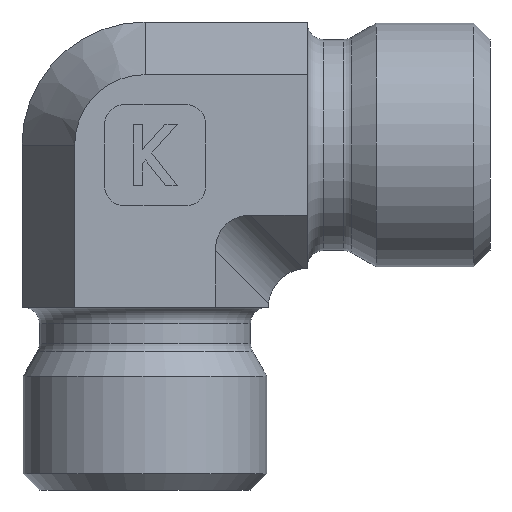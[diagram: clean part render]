
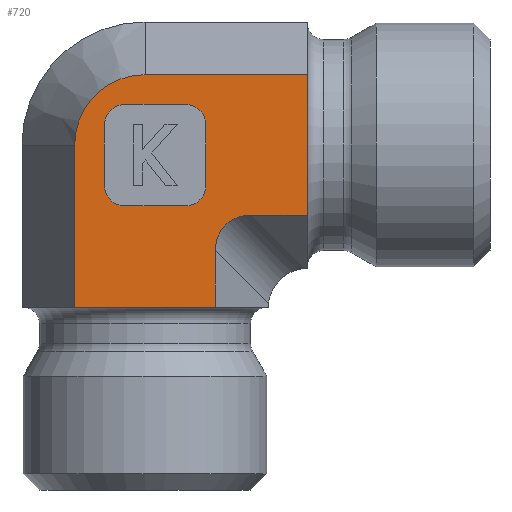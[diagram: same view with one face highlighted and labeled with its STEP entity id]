
A CAD part, left-side view. The second image highlights one B-rep face of the part: STEP entity #720.
In plain terms, the highlighted planar face has unit normal (-1, 0, 0).
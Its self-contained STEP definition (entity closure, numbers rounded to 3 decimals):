
#113=CARTESIAN_POINT('',(-25.685,9.544,3.5));
#114=VERTEX_POINT('',#113);
#374=CARTESIAN_POINT('',(-25.685,13.008,3.5));
#375=VERTEX_POINT('',#374);
#383=CARTESIAN_POINT('',(-25.685,13.008,3.5));
#384=DIRECTION('',(0.0,-1.0,0.0));
#385=VECTOR('',#384,3.464);
#386=LINE('',#383,#385);
#387=EDGE_CURVE('',#375,#114,#386,.T.);
#397=CARTESIAN_POINT('',(-25.685,6.08,3.5));
#398=VERTEX_POINT('',#397);
#399=CARTESIAN_POINT('',(-25.685,9.544,3.5));
#400=DIRECTION('',(0.0,-1.0,0.0));
#401=VECTOR('',#400,3.464);
#402=LINE('',#399,#401);
#403=EDGE_CURVE('',#114,#398,#402,.T.);
#566=CARTESIAN_POINT('',(-25.685,13.008,11.5));
#567=VERTEX_POINT('',#566);
#568=CARTESIAN_POINT('',(-25.685,13.008,3.5));
#569=DIRECTION('',(0.0,0.0,1.0));
#570=VECTOR('',#569,8.);
#571=LINE('',#568,#570);
#572=EDGE_CURVE('',#375,#567,#571,.T.);
#584=CARTESIAN_POINT('',(-25.685,6.08,0.0));
#585=DIRECTION('',(-1.0,0.0,0.0));
#586=DIRECTION('',(0.0,0.0,1.0));
#587=AXIS2_PLACEMENT_3D('',#584,#585,#586);
#588=PLANE('',#587);
#589=ORIENTED_EDGE('',*,*,#387,.T.);
#590=ORIENTED_EDGE('',*,*,#403,.T.);
#591=CARTESIAN_POINT('',(-25.685,6.08,6.304));
#592=VERTEX_POINT('',#591);
#593=CARTESIAN_POINT('',(-25.685,6.08,3.5));
#594=DIRECTION('',(0.0,0.0,1.0));
#595=VECTOR('',#594,2.804);
#596=LINE('',#593,#595);
#597=EDGE_CURVE('',#398,#592,#596,.T.);
#598=ORIENTED_EDGE('',*,*,#597,.T.);
#599=CARTESIAN_POINT('',(-25.685,4.348,8.036));
#600=VERTEX_POINT('',#599);
#601=CARTESIAN_POINT('',(-25.685,3.77,5.726));
#602=DIRECTION('',(-1.0,0.0,0.0));
#603=DIRECTION('',(0.0,0.707,0.707));
#604=AXIS2_PLACEMENT_3D('',#601,#602,#603);
#605=ELLIPSE('',#604,2.582,2.0);
#606=EDGE_CURVE('',#600,#592,#605,.T.);
#607=ORIENTED_EDGE('',*,*,#606,.F.);
#608=CARTESIAN_POINT('',(-25.685,1.544,8.036));
#609=VERTEX_POINT('',#608);
#610=CARTESIAN_POINT('',(-25.685,4.348,8.036));
#611=DIRECTION('',(0.0,-1.0,0.0));
#612=VECTOR('',#611,2.804);
#613=LINE('',#610,#612);
#614=EDGE_CURVE('',#600,#609,#613,.T.);
#615=ORIENTED_EDGE('',*,*,#614,.T.);
#616=CARTESIAN_POINT('',(-25.685,1.544,11.5));
#617=VERTEX_POINT('',#616);
#618=CARTESIAN_POINT('',(-25.685,1.544,8.036));
#619=DIRECTION('',(0.0,0.0,1.0));
#620=VECTOR('',#619,3.464);
#621=LINE('',#618,#620);
#622=EDGE_CURVE('',#609,#617,#621,.T.);
#623=ORIENTED_EDGE('',*,*,#622,.T.);
#624=CARTESIAN_POINT('',(-25.685,1.544,14.964));
#625=VERTEX_POINT('',#624);
#626=CARTESIAN_POINT('',(-25.685,1.544,11.5));
#627=DIRECTION('',(0.0,0.0,1.0));
#628=VECTOR('',#627,3.464);
#629=LINE('',#626,#628);
#630=EDGE_CURVE('',#617,#625,#629,.T.);
#631=ORIENTED_EDGE('',*,*,#630,.T.);
#632=CARTESIAN_POINT('',(-25.685,9.544,14.964));
#633=VERTEX_POINT('',#632);
#634=CARTESIAN_POINT('',(-25.685,9.544,14.964));
#635=DIRECTION('',(0.0,-1.0,0.0));
#636=VECTOR('',#635,8.);
#637=LINE('',#634,#636);
#638=EDGE_CURVE('',#633,#625,#637,.T.);
#639=ORIENTED_EDGE('',*,*,#638,.F.);
#640=CARTESIAN_POINT('',(-25.685,9.544,11.5));
#641=DIRECTION('',(-1.0,0.0,0.0));
#642=DIRECTION('',(0.0,0.0,1.0));
#643=AXIS2_PLACEMENT_3D('',#640,#641,#642);
#644=CIRCLE('',#643,3.464);
#645=EDGE_CURVE('',#633,#567,#644,.T.);
#646=ORIENTED_EDGE('',*,*,#645,.T.);
#647=ORIENTED_EDGE('',*,*,#572,.F.);
#648=EDGE_LOOP('',(#589,#590,#598,#607,#615,#623,#631,#639,#646,#647));
#649=FACE_OUTER_BOUND('',#648,.T.);
#650=CARTESIAN_POINT('',(-25.685,7.544,8.5));
#651=VERTEX_POINT('',#650);
#652=CARTESIAN_POINT('',(-25.685,10.544,8.5));
#653=VERTEX_POINT('',#652);
#654=CARTESIAN_POINT('',(-25.685,7.544,8.5));
#655=DIRECTION('',(0.0,1.0,0.0));
#656=VECTOR('',#655,3.0);
#657=LINE('',#654,#656);
#658=EDGE_CURVE('',#651,#653,#657,.T.);
#659=ORIENTED_EDGE('',*,*,#658,.T.);
#660=CARTESIAN_POINT('',(-25.685,11.544,9.5));
#661=VERTEX_POINT('',#660);
#662=CARTESIAN_POINT('',(-25.685,10.544,9.5));
#663=DIRECTION('',(-1.0,0.0,0.0));
#664=DIRECTION('',(0.0,0.707,-0.707));
#665=AXIS2_PLACEMENT_3D('',#662,#663,#664);
#666=CIRCLE('',#665,1.0);
#667=EDGE_CURVE('',#661,#653,#666,.T.);
#668=ORIENTED_EDGE('',*,*,#667,.F.);
#669=CARTESIAN_POINT('',(-25.685,11.544,12.5));
#670=VERTEX_POINT('',#669);
#671=CARTESIAN_POINT('',(-25.685,11.544,9.5));
#672=DIRECTION('',(0.0,0.0,1.0));
#673=VECTOR('',#672,3.0);
#674=LINE('',#671,#673);
#675=EDGE_CURVE('',#661,#670,#674,.T.);
#676=ORIENTED_EDGE('',*,*,#675,.T.);
#677=CARTESIAN_POINT('',(-25.685,10.544,13.5));
#678=VERTEX_POINT('',#677);
#679=CARTESIAN_POINT('',(-25.685,10.544,12.5));
#680=DIRECTION('',(-1.0,0.0,0.0));
#681=DIRECTION('',(0.0,0.707,0.707));
#682=AXIS2_PLACEMENT_3D('',#679,#680,#681);
#683=CIRCLE('',#682,1.0);
#684=EDGE_CURVE('',#678,#670,#683,.T.);
#685=ORIENTED_EDGE('',*,*,#684,.F.);
#686=CARTESIAN_POINT('',(-25.685,7.544,13.5));
#687=VERTEX_POINT('',#686);
#688=CARTESIAN_POINT('',(-25.685,10.544,13.5));
#689=DIRECTION('',(0.0,-1.0,0.0));
#690=VECTOR('',#689,3.);
#691=LINE('',#688,#690);
#692=EDGE_CURVE('',#678,#687,#691,.T.);
#693=ORIENTED_EDGE('',*,*,#692,.T.);
#694=CARTESIAN_POINT('',(-25.685,6.544,12.5));
#695=VERTEX_POINT('',#694);
#696=CARTESIAN_POINT('',(-25.685,7.544,12.5));
#697=DIRECTION('',(-1.0,0.0,0.0));
#698=DIRECTION('',(0.0,-0.707,0.707));
#699=AXIS2_PLACEMENT_3D('',#696,#697,#698);
#700=CIRCLE('',#699,1.0);
#701=EDGE_CURVE('',#695,#687,#700,.T.);
#702=ORIENTED_EDGE('',*,*,#701,.F.);
#703=CARTESIAN_POINT('',(-25.685,6.544,9.5));
#704=VERTEX_POINT('',#703);
#705=CARTESIAN_POINT('',(-25.685,6.544,12.5));
#706=DIRECTION('',(0.0,0.0,-1.0));
#707=VECTOR('',#706,3.0);
#708=LINE('',#705,#707);
#709=EDGE_CURVE('',#695,#704,#708,.T.);
#710=ORIENTED_EDGE('',*,*,#709,.T.);
#711=CARTESIAN_POINT('',(-25.685,7.544,9.5));
#712=DIRECTION('',(-1.0,0.0,0.0));
#713=DIRECTION('',(0.0,-0.707,-0.707));
#714=AXIS2_PLACEMENT_3D('',#711,#712,#713);
#715=CIRCLE('',#714,1.0);
#716=EDGE_CURVE('',#651,#704,#715,.T.);
#717=ORIENTED_EDGE('',*,*,#716,.F.);
#718=EDGE_LOOP('',(#659,#668,#676,#685,#693,#702,#710,#717));
#719=FACE_BOUND('',#718,.T.);
#720=ADVANCED_FACE('',(#649,#719),#588,.T.);
